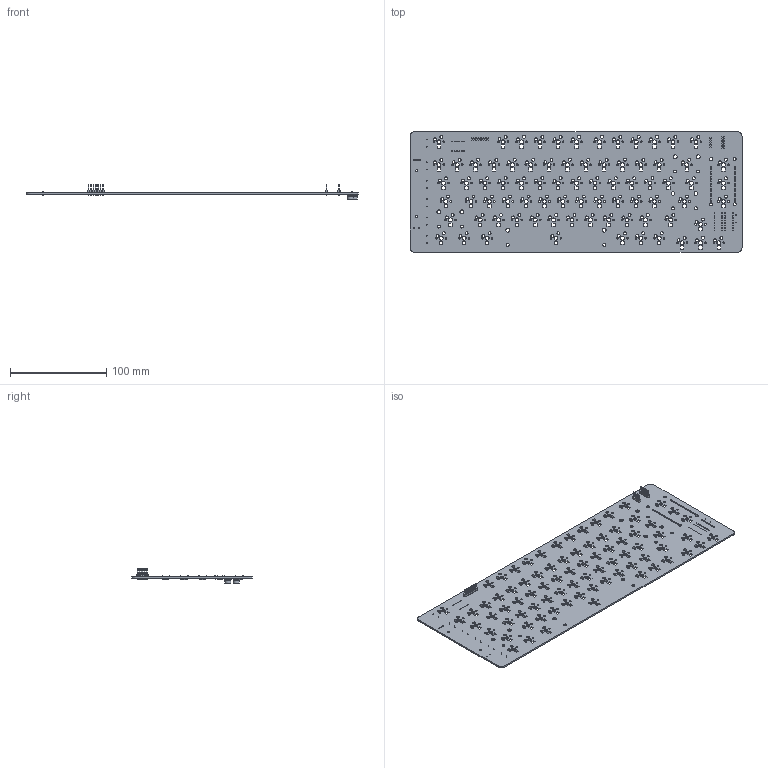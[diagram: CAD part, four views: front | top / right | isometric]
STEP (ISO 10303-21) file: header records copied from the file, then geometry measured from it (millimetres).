
FILE_DESCRIPTION(('KiCad electronic assembly'),'2;1');
FILE_NAME('esp32_Keyboard.step','2024-06-23T19:01:11',('Pcbnew'),( 'Kicad'),'Open CASCADE STEP processor 7.7','KiCad to STEP converter' ,'Unknown');
FILE_SCHEMA(('AUTOMOTIVE_DESIGN { 1 0 10303 214 1 1 1 1 }'));
Length unit declared in the file: millimetre
Products named in the file (12): esp32_Keyboard 1; PinHeader_1x05_P2.54mm_Vertical; PinHeader_1x05_P254mm_Vertical; PinHeader_1x04_P2.54mm_Vertical; PinHeader_1x04_P254mm_Vertical; PinHeader_1x07_P2.54mm_Vertical; PinHeader_1x07_P254mm_Vertical; CP_Elec_6.3x5.2; CP_Elec_63x52; R_Axial_DIN0204_L3.6mm_D1.6mm_P7.62mm_Horizontal; R_Axial_DIN0204_L36mm_D16mm_P762mm_Horizontal; _autosave-esp32_Keyboard_PCB
Assembly tree (18 placements, depth 3):
  esp32_Keyboard 1
    PinHeader_1x05_P2.54mm_Vertical
      PinHeader_1x05_P254mm_Vertical
    PinHeader_1x04_P2.54mm_Vertical
      PinHeader_1x04_P254mm_Vertical
    PinHeader_1x07_P2.54mm_Vertical
      PinHeader_1x07_P254mm_Vertical
    CP_Elec_6.3x5.2  x2
      CP_Elec_63x52
    R_Axial_DIN0204_L3.6mm_D1.6mm_P7.62mm_Horizontal  x7
      R_Axial_DIN0204_L36mm_D16mm_P762mm_Horizontal
    _autosave-esp32_Keyboard_PCB
Bounding box: 344.49 x 125.41 x 15.44 mm (x, y, z)
Volume: 63870.2 mm3; surface area: 89944.3 mm2
Topology: 13 solids, 13 shells, 1452 faces, 3900 edges, 2536 vertices
Faces by surface type: plane 810, cylinder 600, torus 36, bspline 4, revolution 2
Full cylindrical faces by diameter (mm): 0.5 x28, 0.7 x14, 0.762 x6, 0.78 x32, 1 x16, 1.016 x12, 1.02 x30, 1.44 x7, 1.6 x14, 1.75 x158, 2.25 x2, 3 x4, 3.048 x8, 3.05 x158, 3.988 x8, 4 x79, 6.3 x4
Entity records: 47899 total; most frequent: CARTESIAN_POINT 7511, DIRECTION 7390, ORIENTED_EDGE 7270, EDGE_CURVE 3635, FACE_BOUND 2558, EDGE_LOOP 2558, LINE 2517, VECTOR 2517
